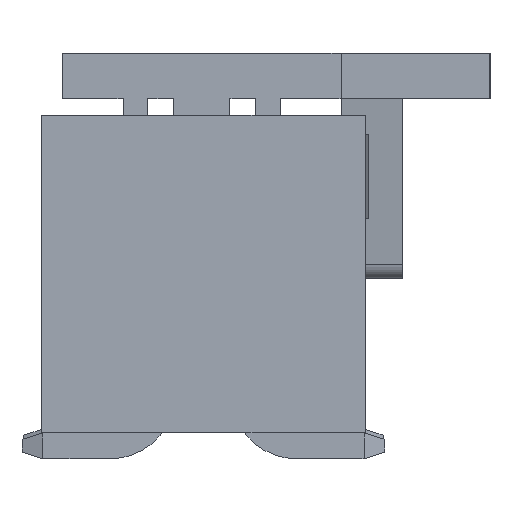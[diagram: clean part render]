
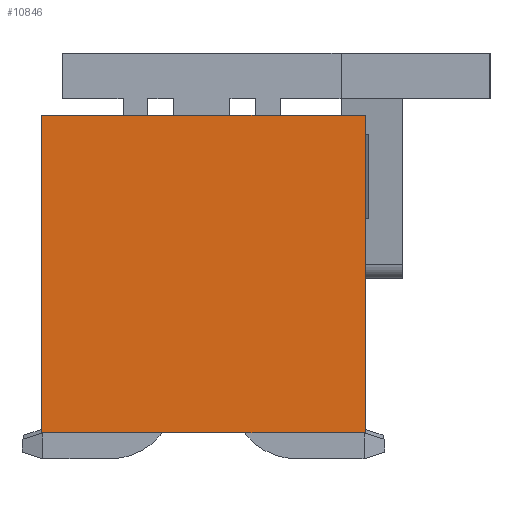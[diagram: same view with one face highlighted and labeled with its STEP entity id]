
A CAD part, left-side view. The second image highlights one B-rep face of the part: STEP entity #10846.
In plain terms, the highlighted planar face has unit normal (-1, 0, 0).
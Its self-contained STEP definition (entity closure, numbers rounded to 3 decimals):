
#1541=ORIENTED_EDGE('',*,*,#3156,.F.);
#1542=ORIENTED_EDGE('',*,*,#3134,.F.);
#1543=ORIENTED_EDGE('',*,*,#2563,.T.);
#1544=ORIENTED_EDGE('',*,*,#3350,.T.);
#2563=EDGE_CURVE('',#3758,#3757,#4527,.T.);
#3134=EDGE_CURVE('',#3758,#4158,#5098,.T.);
#3156=EDGE_CURVE('',#4158,#4165,#5120,.T.);
#3350=EDGE_CURVE('',#3757,#4165,#5314,.T.);
#3757=VERTEX_POINT('',#13586);
#3758=VERTEX_POINT('',#13588);
#4158=VERTEX_POINT('',#14714);
#4165=VERTEX_POINT('',#14744);
#4527=LINE('',#13587,#5713);
#5098=LINE('',#14713,#6284);
#5120=LINE('',#14743,#6306);
#5314=LINE('',#15129,#6500);
#5713=VECTOR('',#11509,1000.);
#6284=VECTOR('',#12390,1000.);
#6306=VECTOR('',#12414,1000.);
#6500=VECTOR('',#12708,1000.);
#7128=EDGE_LOOP('',(#1541,#1542,#1543,#1544));
#7560=FACE_BOUND('',#7128,.T.);
#7961=PLANE('',#11262);
#10846=ADVANCED_FACE('',(#7560),#7961,.T.);
#11262=AXIS2_PLACEMENT_3D('',#15130,#12709,#12710);
#11509=DIRECTION('',(0.,0.,1.));
#12390=DIRECTION('',(0.,1.,0.));
#12414=DIRECTION('',(0.,0.,1.));
#12708=DIRECTION('',(0.,1.,0.));
#12709=DIRECTION('',(-1.,0.,0.));
#12710=DIRECTION('',(0.,0.,1.));
#13586=CARTESIAN_POINT('',(-12.7,-2.5,2.45));
#13587=CARTESIAN_POINT('',(-12.7,-2.5,-2.45));
#13588=CARTESIAN_POINT('',(-12.7,-2.5,-2.45));
#14713=CARTESIAN_POINT('',(-12.7,-2.5,-2.45));
#14714=CARTESIAN_POINT('',(-12.7,2.5,-2.45));
#14743=CARTESIAN_POINT('',(-12.7,2.5,-2.45));
#14744=CARTESIAN_POINT('',(-12.7,2.5,2.45));
#15129=CARTESIAN_POINT('',(-12.7,-2.5,2.45));
#15130=CARTESIAN_POINT('',(-12.7,-2.5,-2.45));
